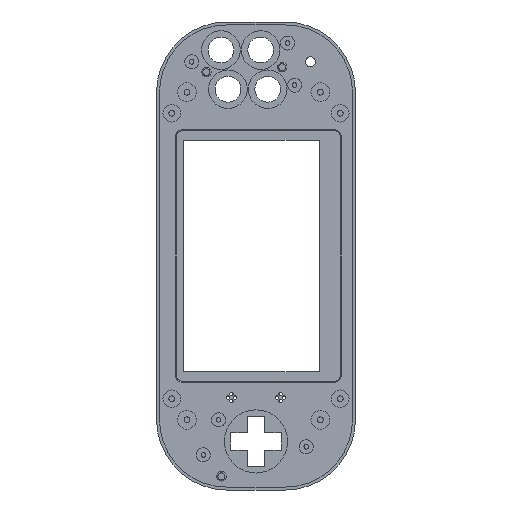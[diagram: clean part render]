
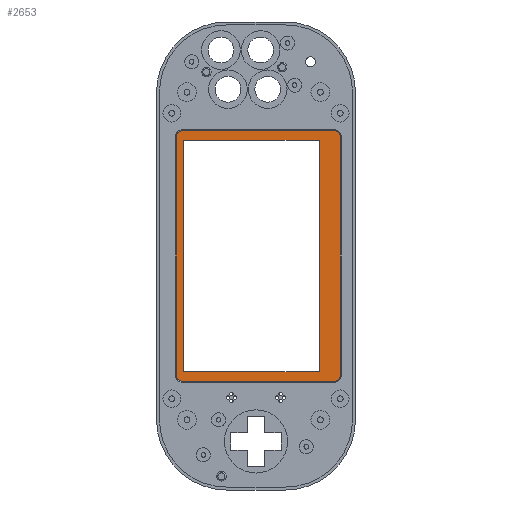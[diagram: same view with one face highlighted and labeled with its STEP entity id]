
A CAD part, front view. The second image highlights one B-rep face of the part: STEP entity #2653.
In plain terms, the highlighted planar face has unit normal (0, -1, 0).
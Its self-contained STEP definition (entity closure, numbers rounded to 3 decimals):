
#77=FACE_BOUND('',#473,.T.);
#137=PLANE('',#2943);
#252=FACE_OUTER_BOUND('',#472,.T.);
#472=EDGE_LOOP('',(#2058,#2059,#2060,#2061,#2062,#2063,#2064,#2065));
#473=EDGE_LOOP('',(#2066,#2067,#2068,#2069));
#675=LINE('',#4374,#863);
#677=LINE('',#4386,#865);
#679=LINE('',#4398,#867);
#682=LINE('',#4408,#870);
#688=LINE('',#4421,#876);
#689=LINE('',#4423,#877);
#690=LINE('',#4425,#878);
#691=LINE('',#4426,#879);
#863=VECTOR('',#3498,10.);
#865=VECTOR('',#3512,10.);
#867=VECTOR('',#3526,10.);
#870=VECTOR('',#3539,10.);
#876=VECTOR('',#3555,10.);
#877=VECTOR('',#3556,10.);
#878=VECTOR('',#3557,10.);
#879=VECTOR('',#3558,10.);
#1059=CIRCLE('',#2919,2.5);
#1062=CIRCLE('',#2924,2.5);
#1066=CIRCLE('',#2930,2.5);
#1070=CIRCLE('',#2936,2.5);
#1269=VERTEX_POINT('',#4362);
#1272=VERTEX_POINT('',#4367);
#1274=VERTEX_POINT('',#4372);
#1276=VERTEX_POINT('',#4378);
#1278=VERTEX_POINT('',#4384);
#1280=VERTEX_POINT('',#4390);
#1282=VERTEX_POINT('',#4396);
#1284=VERTEX_POINT('',#4402);
#1285=VERTEX_POINT('',#4419);
#1286=VERTEX_POINT('',#4420);
#1287=VERTEX_POINT('',#4422);
#1288=VERTEX_POINT('',#4424);
#1545=EDGE_CURVE('',#1272,#1269,#1059,.T.);
#1547=EDGE_CURVE('',#1274,#1272,#675,.T.);
#1550=EDGE_CURVE('',#1276,#1274,#1062,.T.);
#1553=EDGE_CURVE('',#1278,#1276,#677,.T.);
#1556=EDGE_CURVE('',#1280,#1278,#1066,.T.);
#1559=EDGE_CURVE('',#1282,#1280,#679,.T.);
#1562=EDGE_CURVE('',#1284,#1282,#1070,.T.);
#1565=EDGE_CURVE('',#1269,#1284,#682,.T.);
#1571=EDGE_CURVE('',#1285,#1286,#688,.T.);
#1572=EDGE_CURVE('',#1286,#1287,#689,.T.);
#1573=EDGE_CURVE('',#1287,#1288,#690,.T.);
#1574=EDGE_CURVE('',#1288,#1285,#691,.T.);
#2058=ORIENTED_EDGE('',*,*,#1545,.F.);
#2059=ORIENTED_EDGE('',*,*,#1547,.F.);
#2060=ORIENTED_EDGE('',*,*,#1550,.F.);
#2061=ORIENTED_EDGE('',*,*,#1553,.F.);
#2062=ORIENTED_EDGE('',*,*,#1556,.F.);
#2063=ORIENTED_EDGE('',*,*,#1559,.F.);
#2064=ORIENTED_EDGE('',*,*,#1562,.F.);
#2065=ORIENTED_EDGE('',*,*,#1565,.F.);
#2066=ORIENTED_EDGE('',*,*,#1571,.T.);
#2067=ORIENTED_EDGE('',*,*,#1572,.T.);
#2068=ORIENTED_EDGE('',*,*,#1573,.T.);
#2069=ORIENTED_EDGE('',*,*,#1574,.T.);
#2653=ADVANCED_FACE('',(#252,#77),#137,.T.);
#2919=AXIS2_PLACEMENT_3D('',#4369,#3492,#3493);
#2924=AXIS2_PLACEMENT_3D('',#4380,#3504,#3505);
#2930=AXIS2_PLACEMENT_3D('',#4392,#3518,#3519);
#2936=AXIS2_PLACEMENT_3D('',#4404,#3532,#3533);
#2943=AXIS2_PLACEMENT_3D('',#4418,#3553,#3554);
#3492=DIRECTION('center_axis',(0.,1.,0.));
#3493=DIRECTION('ref_axis',(0.707,0.,-0.707));
#3498=DIRECTION('',(0.,0.,-1.));
#3504=DIRECTION('center_axis',(0.,1.,0.));
#3505=DIRECTION('ref_axis',(0.707,0.,0.707));
#3512=DIRECTION('',(1.,0.,0.));
#3518=DIRECTION('center_axis',(0.,1.,0.));
#3519=DIRECTION('ref_axis',(-0.707,0.,0.707));
#3526=DIRECTION('',(0.,0.,1.));
#3532=DIRECTION('center_axis',(0.,1.,0.));
#3533=DIRECTION('ref_axis',(-0.707,0.,-0.707));
#3539=DIRECTION('',(-1.,0.,0.));
#3553=DIRECTION('center_axis',(0.,-1.,0.));
#3554=DIRECTION('ref_axis',(0.,0.,-1.));
#3555=DIRECTION('',(0.,0.,-1.));
#3556=DIRECTION('',(-1.,0.,0.));
#3557=DIRECTION('',(0.,0.,1.));
#3558=DIRECTION('',(1.,0.,0.));
#4362=CARTESIAN_POINT('',(33.5,43.5,-53.5));
#4367=CARTESIAN_POINT('',(36.,43.5,-51.));
#4369=CARTESIAN_POINT('Origin',(33.5,43.5,-51.));
#4372=CARTESIAN_POINT('',(36.,43.5,51.));
#4374=CARTESIAN_POINT('',(36.,43.5,-27.));
#4378=CARTESIAN_POINT('',(33.5,43.5,53.5));
#4380=CARTESIAN_POINT('Origin',(33.5,43.5,51.));
#4384=CARTESIAN_POINT('',(-31.5,43.5,53.5));
#4386=CARTESIAN_POINT('',(18.75,43.5,53.5));
#4390=CARTESIAN_POINT('',(-34.,43.5,51.));
#4392=CARTESIAN_POINT('Origin',(-31.5,43.5,51.));
#4396=CARTESIAN_POINT('',(-34.,43.5,-51.));
#4398=CARTESIAN_POINT('',(-34.,43.5,27.));
#4402=CARTESIAN_POINT('',(-31.5,43.5,-53.5));
#4404=CARTESIAN_POINT('Origin',(-31.5,43.5,-51.));
#4408=CARTESIAN_POINT('',(-16.75,43.5,-53.5));
#4418=CARTESIAN_POINT('Origin',(1.,43.5,0.));
#4419=CARTESIAN_POINT('',(27.,43.5,49.5));
#4420=CARTESIAN_POINT('',(27.,43.5,-49.5));
#4421=CARTESIAN_POINT('',(27.,43.5,24.75));
#4422=CARTESIAN_POINT('',(-31.,43.5,-49.5));
#4423=CARTESIAN_POINT('',(14.,43.5,-49.5));
#4424=CARTESIAN_POINT('',(-31.,43.5,49.5));
#4425=CARTESIAN_POINT('',(-31.,43.5,-24.75));
#4426=CARTESIAN_POINT('',(-15.,43.5,49.5));
